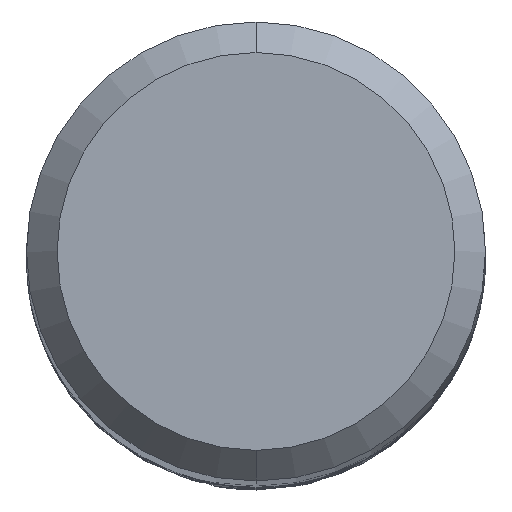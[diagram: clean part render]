
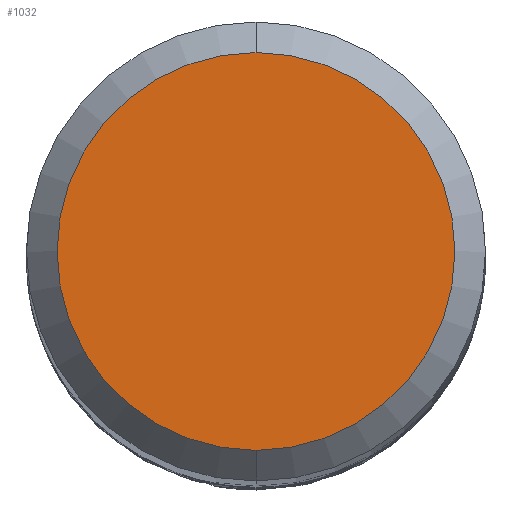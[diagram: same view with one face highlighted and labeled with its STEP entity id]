
A CAD part, top view. The second image highlights one B-rep face of the part: STEP entity #1032.
In plain terms, the highlighted planar face has unit normal (0, 0, 1).
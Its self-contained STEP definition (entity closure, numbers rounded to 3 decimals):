
#594=EDGE_CURVE('',#1454,#1146,#1686,.T.);
#998=EDGE_CURVE('',#1146,#1454,#2116,.T.);
#1032=ADVANCED_FACE('',(#2151),#2152,.T.);
#1146=VERTEX_POINT('',#2278);
#1454=VERTEX_POINT('',#2619);
#1686=CIRCLE('',#3747,2.6);
#2116=CIRCLE('',#6774,2.6);
#2151=FACE_OUTER_BOUND('',#6880,.T.);
#2152=PLANE('',#6881);
#2278=CARTESIAN_POINT('',(0.,-2.6,0.0));
#2619=CARTESIAN_POINT('',(0.0,2.6,0.0));
#3747=AXIS2_PLACEMENT_3D('',#13631,#13632,#13633);
#6774=AXIS2_PLACEMENT_3D('',#13964,#13965,#13966);
#6880=EDGE_LOOP('',(#13989,#13990));
#6881=AXIS2_PLACEMENT_3D('',#13991,#13992,#13993);
#13631=CARTESIAN_POINT('',(0.0,0.0,0.0));
#13632=DIRECTION('',(0.0,0.0,-1.0));
#13633=DIRECTION('',(0.0,1.0,0.0));
#13964=CARTESIAN_POINT('',(0.0,0.0,0.0));
#13965=DIRECTION('',(0.0,0.0,-1.0));
#13966=DIRECTION('',(0.0,1.0,0.0));
#13989=ORIENTED_EDGE('',*,*,#594,.F.);
#13990=ORIENTED_EDGE('',*,*,#998,.F.);
#13991=CARTESIAN_POINT('',(0.0,1.3,0.0));
#13992=DIRECTION('',(-0.0,0.0,1.0));
#13993=DIRECTION('',(0.0,-1.0,0.0));
